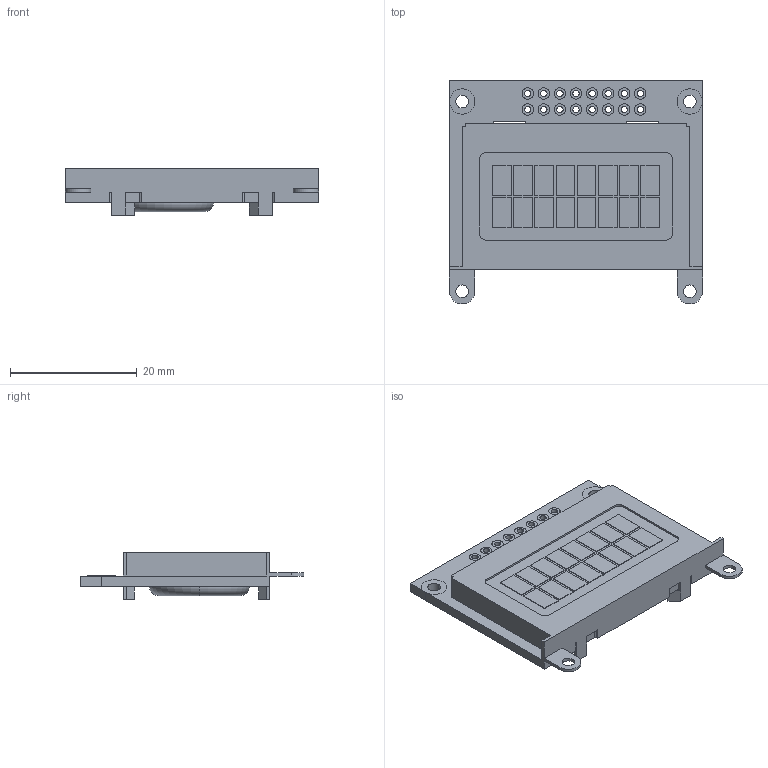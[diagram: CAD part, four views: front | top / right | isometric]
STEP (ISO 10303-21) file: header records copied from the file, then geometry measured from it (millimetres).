
FILE_DESCRIPTION (( 'STEP AP214' ), '1' );
FILE_NAME ('NHD-0208AZ-RN.STEP', '2017-10-27T16:47:10', ( '' ), ( '' ), 'SwSTEP 2.0', 'SolidWorks 2017', '' );
FILE_SCHEMA (( 'AUTOMOTIVE_DESIGN' ));
Length unit declared in the file: millimetre
Products named in the file (1): NHD-0208AZ-RN
Bounding box: 40 x 35.4 x 7.4 mm (x, y, z)
Volume: 5249.4 mm3; surface area: 3829.8 mm2
Topology: 19 solids, 19 shells, 330 faces, 812 edges, 536 vertices
Faces by surface type: plane 198, cylinder 130, torus 2
Entity records: 13463 total; most frequent: DIRECTION 1740, CARTESIAN_POINT 1679, ORIENTED_EDGE 1624, EDGE_CURVE 812, AXIS2_PLACEMENT_3D 597, LINE 546, VECTOR 546, VERTEX_POINT 536
